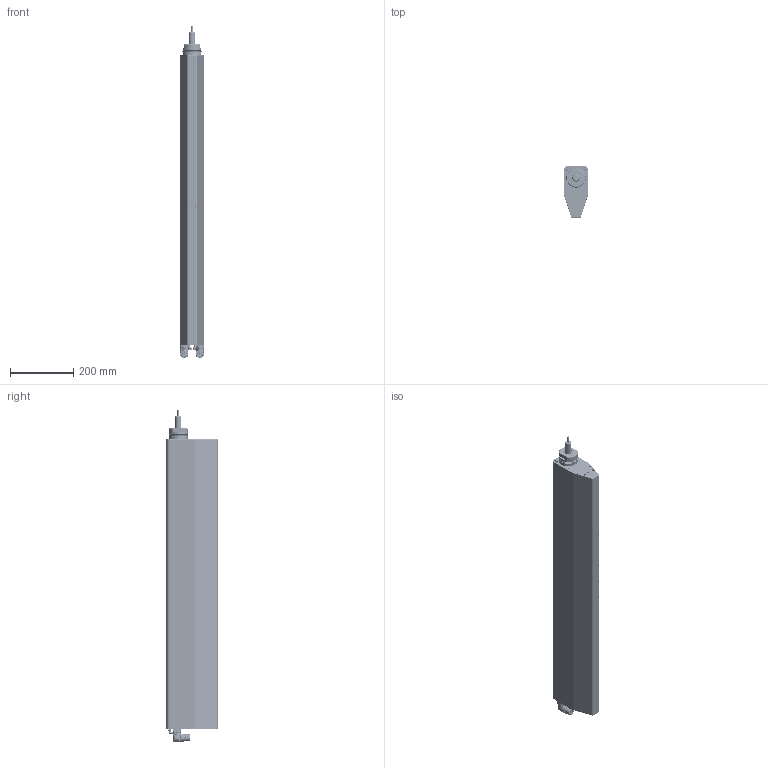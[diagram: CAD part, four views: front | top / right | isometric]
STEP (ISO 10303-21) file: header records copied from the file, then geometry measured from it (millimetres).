
FILE_DESCRIPTION (( 'STEP AP214' ), '1' );
FILE_NAME ('0186-1808_221111_PR02-70x100-C_48x240F-HP-C-240-L05_MS04_TS00.STEP', '2022-11-11T11:57:40', ( '' ), ( '' ), 'SwSTEP 2.0', 'SolidWorks 2022', '' );
FILE_SCHEMA (( 'AUTOMOTIVE_DESIGN' ));
Length unit declared in the file: millimetre
Products named in the file (4): RS02h-70-DA-582_L05_RS02k-70-DAv-20x380; Einzelteil_PR02-70x100-C_48x240F-HP-C-240-L05_MS04_TS00; 0180-2602_RS02k-70-ST-d6x915_150; 0186-1808_221111_PR02-70x100-C_48x240F-HP-C-240-L05_MS04_TS00
Assembly tree (3 placements, depth 2):
  0186-1808_221111_PR02-70x100-C_48x240F-HP-C-240-L05_MS04_TS00
    Einzelteil_PR02-70x100-C_48x240F-HP-C-240-L05_MS04_TS00
    RS02h-70-DA-582_L05_RS02k-70-DAv-20x380
    0180-2602_RS02k-70-ST-d6x915_150
Bounding box: 75 x 162 x 1050.62 mm (x, y, z)
Volume: 9964272 mm3; surface area: 576850.8 mm2
Topology: 51 solids, 51 shells, 7882 faces, 20336 edges, 12541 vertices
Faces by surface type: cone 3404, cylinder 2626, plane 1351, bspline 388, torus 103, sphere 10
Entity records: 267551 total; most frequent: CARTESIAN_POINT 73202, DIRECTION 41009, ORIENTED_EDGE 40400, EDGE_CURVE 20200, AXIS2_PLACEMENT_3D 16090, VERTEX_POINT 12541, VECTOR 8829, LINE 8829
